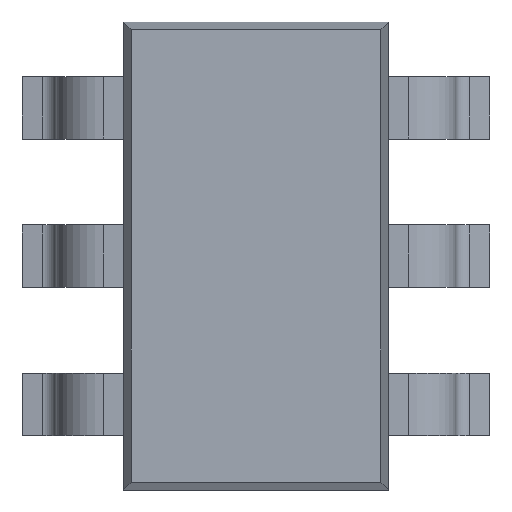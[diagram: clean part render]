
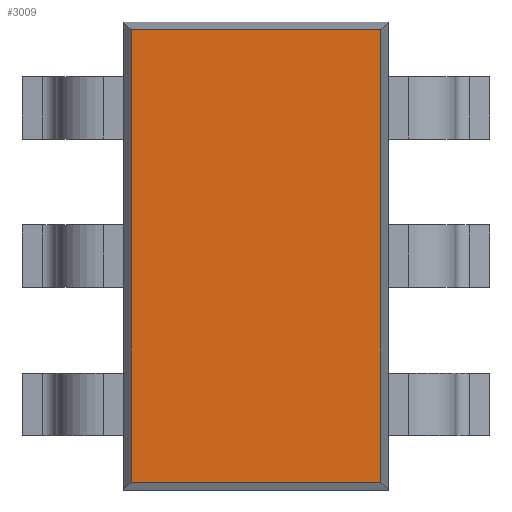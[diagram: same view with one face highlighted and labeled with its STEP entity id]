
A CAD part, top view. The second image highlights one B-rep face of the part: STEP entity #3009.
In plain terms, the highlighted planar face has unit normal (0, 0, 1).
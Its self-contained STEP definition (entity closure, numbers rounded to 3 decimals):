
#2919 = VERTEX_POINT('',#2920);
#2920 = CARTESIAN_POINT('',(-0.8,1.43,1.05));
#2926 = EDGE_CURVE('',#2919,#2927,#2929,.T.);
#2927 = VERTEX_POINT('',#2928);
#2928 = CARTESIAN_POINT('',(0.8,1.43,1.05));
#2929 = LINE('',#2930,#2931);
#2930 = CARTESIAN_POINT('',(0.85,1.43,1.05));
#2931 = VECTOR('',#2932,1.);
#2932 = DIRECTION('',(1.,0.,0.));
#2949 = EDGE_CURVE('',#2927,#2950,#2952,.T.);
#2950 = VERTEX_POINT('',#2951);
#2951 = CARTESIAN_POINT('',(0.8,-1.47,1.05));
#2952 = LINE('',#2953,#2954);
#2953 = CARTESIAN_POINT('',(0.8,1.48,1.05));
#2954 = VECTOR('',#2955,1.);
#2955 = DIRECTION('',(0.,-1.,0.));
#2973 = EDGE_CURVE('',#2950,#2974,#2976,.T.);
#2974 = VERTEX_POINT('',#2975);
#2975 = CARTESIAN_POINT('',(-0.8,-1.47,1.05));
#2976 = LINE('',#2977,#2978);
#2977 = CARTESIAN_POINT('',(0.8,-1.47,1.05));
#2978 = VECTOR('',#2979,1.);
#2979 = DIRECTION('',(-1.,-0.,-0.));
#2998 = EDGE_CURVE('',#2974,#2919,#2999,.T.);
#2999 = LINE('',#3000,#3001);
#3000 = CARTESIAN_POINT('',(-0.8,1.48,1.05));
#3001 = VECTOR('',#3002,1.);
#3002 = DIRECTION('',(0.,1.,0.));
#3009 = ADVANCED_FACE('',(#3010),#3016,.F.);
#3010 = FACE_BOUND('',#3011,.T.);
#3011 = EDGE_LOOP('',(#3012,#3013,#3014,#3015));
#3012 = ORIENTED_EDGE('',*,*,#2949,.F.);
#3013 = ORIENTED_EDGE('',*,*,#2926,.F.);
#3014 = ORIENTED_EDGE('',*,*,#2998,.F.);
#3015 = ORIENTED_EDGE('',*,*,#2973,.F.);
#3016 = PLANE('',#3017);
#3017 = AXIS2_PLACEMENT_3D('',#3018,#3019,#3020);
#3018 = CARTESIAN_POINT('',(0.85,1.48,1.05));
#3019 = DIRECTION('',(0.,0.,-1.));
#3020 = DIRECTION('',(0.,1.,0.));
